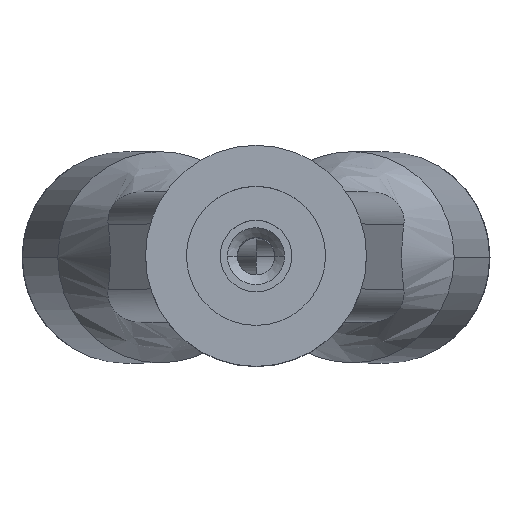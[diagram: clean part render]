
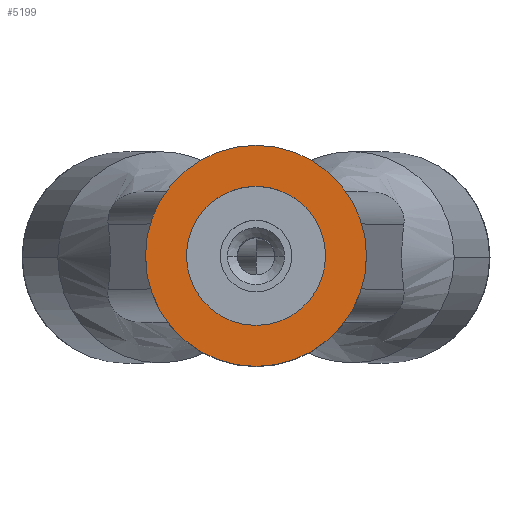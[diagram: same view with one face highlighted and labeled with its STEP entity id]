
A CAD part, top view. The second image highlights one B-rep face of the part: STEP entity #5199.
In plain terms, the highlighted planar face has unit normal (0, 0, 1).
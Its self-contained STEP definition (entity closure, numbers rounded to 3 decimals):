
#105 = DIRECTION ( 'NONE',  ( 1., 0., 0. ) ) ;
#324 = CARTESIAN_POINT ( 'NONE',  ( 0., 0., 50. ) ) ;
#544 = ORIENTED_EDGE ( 'NONE', *, *, #1604, .F. ) ;
#696 = FACE_OUTER_BOUND ( 'NONE', #2158, .T. ) ;
#883 = DIRECTION ( 'NONE',  ( 0., 0., -1. ) ) ;
#919 = PLANE ( 'NONE',  #3193 ) ;
#938 = CARTESIAN_POINT ( 'NONE',  ( 4.28, 0., 50. ) ) ;
#1303 = ORIENTED_EDGE ( 'NONE', *, *, #2369, .F. ) ;
#1332 = DIRECTION ( 'NONE',  ( 0., 0., 1. ) ) ;
#1379 = CARTESIAN_POINT ( 'NONE',  ( 0., 0., 50. ) ) ;
#1564 = CIRCLE ( 'NONE', #5430, 6.8 ) ;
#1604 = EDGE_CURVE ( 'NONE', #2498, #3895, #2711, .T. ) ;
#1612 = DIRECTION ( 'NONE',  ( 0., 0., 1. ) ) ;
#1711 = AXIS2_PLACEMENT_3D ( 'NONE', #2989, #1332, #105 ) ;
#1732 = DIRECTION ( 'NONE',  ( -1., 0., 0. ) ) ;
#1751 = CARTESIAN_POINT ( 'NONE',  ( 0., 0., 50. ) ) ;
#1822 = AXIS2_PLACEMENT_3D ( 'NONE', #4312, #3469, #3866 ) ;
#1980 = CARTESIAN_POINT ( 'NONE',  ( -6.8, 0., 50. ) ) ;
#2050 = VERTEX_POINT ( 'NONE', #1980 ) ;
#2158 = EDGE_LOOP ( 'NONE', ( #3447, #5197 ) ) ;
#2193 = CIRCLE ( 'NONE', #1822, 6.8 ) ;
#2369 = EDGE_CURVE ( 'NONE', #3895, #2498, #4450, .T. ) ;
#2498 = VERTEX_POINT ( 'NONE', #4775 ) ;
#2711 = CIRCLE ( 'NONE', #1711, 4.28 ) ;
#2876 = EDGE_CURVE ( 'NONE', #2050, #4200, #2193, .T. ) ;
#2989 = CARTESIAN_POINT ( 'NONE',  ( 0., 0., 50. ) ) ;
#2995 = DIRECTION ( 'NONE',  ( 0., 0., 1. ) ) ;
#3193 = AXIS2_PLACEMENT_3D ( 'NONE', #1379, #883, #1732 ) ;
#3205 = FACE_BOUND ( 'NONE', #3245, .T. ) ;
#3245 = EDGE_LOOP ( 'NONE', ( #1303, #544 ) ) ;
#3447 = ORIENTED_EDGE ( 'NONE', *, *, #3792, .T. ) ;
#3469 = DIRECTION ( 'NONE',  ( 0., 0., 1. ) ) ;
#3792 = EDGE_CURVE ( 'NONE', #4200, #2050, #1564, .T. ) ;
#3866 = DIRECTION ( 'NONE',  ( 1., 0., 0. ) ) ;
#3895 = VERTEX_POINT ( 'NONE', #938 ) ;
#4200 = VERTEX_POINT ( 'NONE', #4986 ) ;
#4312 = CARTESIAN_POINT ( 'NONE',  ( 0., 0., 50. ) ) ;
#4402 = AXIS2_PLACEMENT_3D ( 'NONE', #324, #1612, #4547 ) ;
#4450 = CIRCLE ( 'NONE', #4402, 4.28 ) ;
#4547 = DIRECTION ( 'NONE',  ( 1., 0., 0. ) ) ;
#4675 = DIRECTION ( 'NONE',  ( 1., 0., 0. ) ) ;
#4775 = CARTESIAN_POINT ( 'NONE',  ( -4.28, 0., 50. ) ) ;
#4986 = CARTESIAN_POINT ( 'NONE',  ( 6.8, 0., 50. ) ) ;
#5197 = ORIENTED_EDGE ( 'NONE', *, *, #2876, .T. ) ;
#5199 = ADVANCED_FACE ( 'NONE', ( #696, #3205 ), #919, .F. ) ;
#5430 = AXIS2_PLACEMENT_3D ( 'NONE', #1751, #2995, #4675 ) ;
